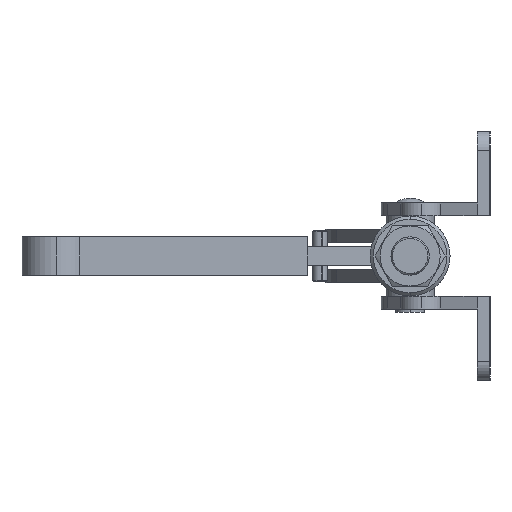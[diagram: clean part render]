
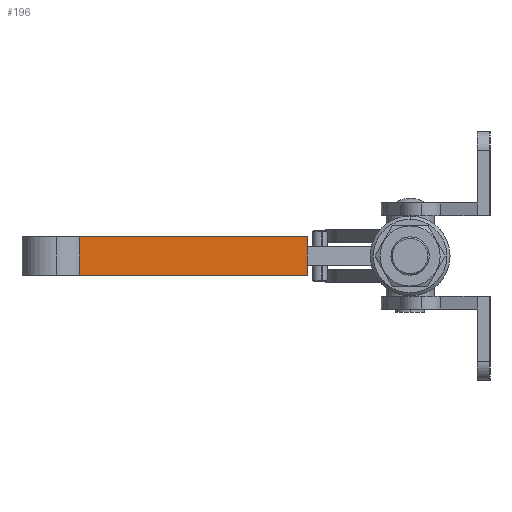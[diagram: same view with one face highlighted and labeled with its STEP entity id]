
A CAD part, left-side view. The second image highlights one B-rep face of the part: STEP entity #196.
In plain terms, the highlighted planar face has unit normal (-0.679, -0.734, 0).
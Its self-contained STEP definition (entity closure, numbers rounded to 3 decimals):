
#196 = ADVANCED_FACE ( 'NONE', ( #821 ), #4216, .F. ) ;
#255 = CARTESIAN_POINT ( 'NONE',  ( -162.826, 128.484, -6.6 ) ) ;
#292 = VERTEX_POINT ( 'NONE', #6352 ) ;
#329 = CARTESIAN_POINT ( 'NONE',  ( -85.72, 57.197, -6.6 ) ) ;
#692 = LINE ( 'NONE', #705, #5705 ) ;
#705 = CARTESIAN_POINT ( 'NONE',  ( -162.826, 128.484, -6.6 ) ) ;
#752 = DIRECTION ( 'NONE',  ( -0.734, 0.679, 0. ) ) ;
#818 = EDGE_CURVE ( 'NONE', #5075, #3386, #2636, .T. ) ;
#821 = FACE_OUTER_BOUND ( 'NONE', #3701, .T. ) ;
#1251 = CARTESIAN_POINT ( 'NONE',  ( -162.826, 128.484, -18.6 ) ) ;
#1390 = EDGE_CURVE ( 'NONE', #3419, #292, #692, .T. ) ;
#1740 = EDGE_CURVE ( 'NONE', #3419, #5075, #6345, .T. ) ;
#2491 = AXIS2_PLACEMENT_3D ( 'NONE', #4817, #3294, #752 ) ;
#2636 = LINE ( 'NONE', #329, #5903 ) ;
#2838 = DIRECTION ( 'NONE',  ( 0., 0., -1. ) ) ;
#3169 = CARTESIAN_POINT ( 'NONE',  ( -85.72, 57.197, -6.6 ) ) ;
#3294 = DIRECTION ( 'NONE',  ( 0.679, 0.734, 0. ) ) ;
#3335 = CARTESIAN_POINT ( 'NONE',  ( -162.826, 128.484, -6.6 ) ) ;
#3386 = VERTEX_POINT ( 'NONE', #3476 ) ;
#3419 = VERTEX_POINT ( 'NONE', #3335 ) ;
#3476 = CARTESIAN_POINT ( 'NONE',  ( -85.72, 57.197, -18.6 ) ) ;
#3701 = EDGE_LOOP ( 'NONE', ( #3965, #3878, #5423, #4895 ) ) ;
#3878 = ORIENTED_EDGE ( 'NONE', *, *, #818, .F. ) ;
#3965 = ORIENTED_EDGE ( 'NONE', *, *, #5482, .T. ) ;
#4216 = PLANE ( 'NONE',  #2491 ) ;
#4650 = VECTOR ( 'NONE', #5869, 1000. ) ;
#4659 = LINE ( 'NONE', #1251, #4650 ) ;
#4743 = DIRECTION ( 'NONE',  ( 0.734, -0.679, 0. ) ) ;
#4817 = CARTESIAN_POINT ( 'NONE',  ( -162.826, 128.484, -6.6 ) ) ;
#4895 = ORIENTED_EDGE ( 'NONE', *, *, #1390, .T. ) ;
#5075 = VERTEX_POINT ( 'NONE', #3169 ) ;
#5423 = ORIENTED_EDGE ( 'NONE', *, *, #1740, .F. ) ;
#5482 = EDGE_CURVE ( 'NONE', #292, #3386, #4659, .T. ) ;
#5705 = VECTOR ( 'NONE', #2838, 1000. ) ;
#5869 = DIRECTION ( 'NONE',  ( 0.734, -0.679, 0. ) ) ;
#5903 = VECTOR ( 'NONE', #6015, 1000. ) ;
#6015 = DIRECTION ( 'NONE',  ( 0., 0., -1. ) ) ;
#6345 = LINE ( 'NONE', #255, #6668 ) ;
#6352 = CARTESIAN_POINT ( 'NONE',  ( -162.826, 128.484, -18.6 ) ) ;
#6668 = VECTOR ( 'NONE', #4743, 1000. ) ;
